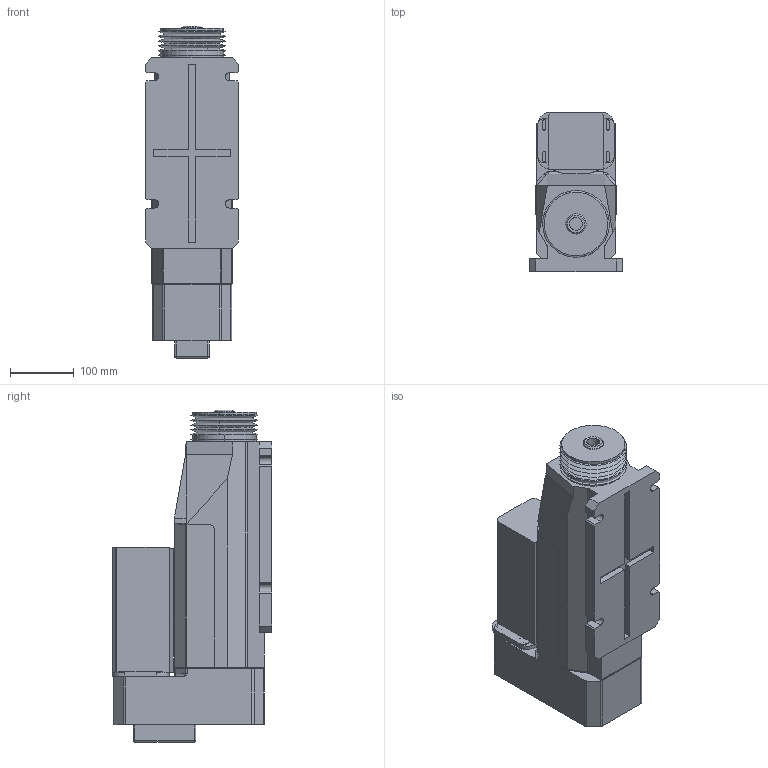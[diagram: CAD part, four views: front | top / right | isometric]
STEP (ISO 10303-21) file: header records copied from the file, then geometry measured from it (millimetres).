
FILE_DESCRIPTION (( 'STEP AP203' ), '1' );
FILE_NAME ('JPU-1004CL外形図.STEP', '2007-05-30T04:54:59', ( '' ), ( '' ), 'SwSTEP 2.0', 'SolidWorks 2006104', '' );
FILE_SCHEMA (( 'CONFIG_CONTROL_DESIGN' ));
Length unit declared in the file: millimetre
Products named in the file (3): JPU-1004CL外形図; 僕儍僶儔_棉太倌; JPU-1004CL_蹬怮椔
Assembly tree (2 placements, depth 2):
  JPU-1004CL外形図
    JPU-1004CL_蹬怮椔
    僕儍僶儔_棉太倌
Bounding box: 146 x 251.73 x 522.5 mm (x, y, z)
Volume: 11311843.7 mm3; surface area: 563502.9 mm2
Topology: 2 solids, 4 shells, 360 faces, 932 edges, 586 vertices
Faces by surface type: plane 182, cylinder 96, cone 74, bspline 8
Entity records: 11361 total; most frequent: CARTESIAN_POINT 2099, DIRECTION 1934, ORIENTED_EDGE 1856, EDGE_CURVE 928, AXIS2_PLACEMENT_3D 655, LINE 624, VECTOR 624, VERTEX_POINT 586
